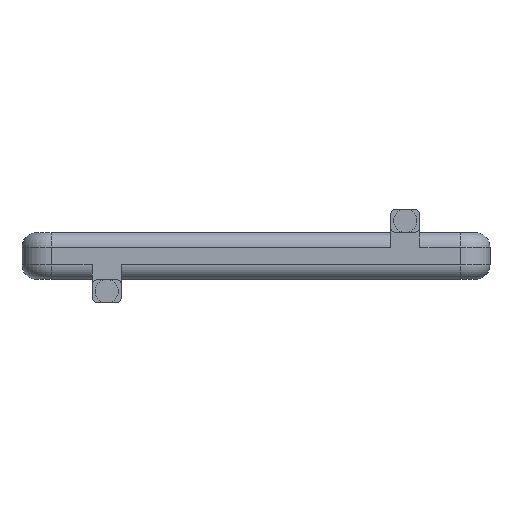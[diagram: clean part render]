
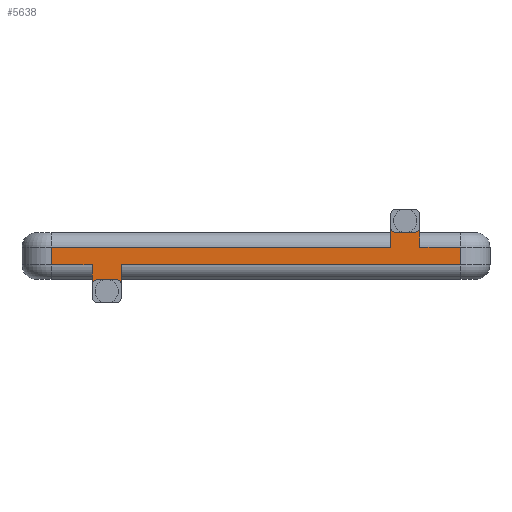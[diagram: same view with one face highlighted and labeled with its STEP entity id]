
A CAD part, front view. The second image highlights one B-rep face of the part: STEP entity #5638.
In plain terms, the highlighted planar face has unit normal (0, -1, 0).
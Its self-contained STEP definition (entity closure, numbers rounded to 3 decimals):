
#52 = VERTEX_POINT ( 'NONE', #5336 ) ;
#78 = VERTEX_POINT ( 'NONE', #1082 ) ;
#86 = CARTESIAN_POINT ( 'NONE',  ( 4.6, -10., 0.8 ) ) ;
#179 = VECTOR ( 'NONE', #1847, 1000. ) ;
#297 = DIRECTION ( 'NONE',  ( 0., 0., -1. ) ) ;
#377 = ORIENTED_EDGE ( 'NONE', *, *, #733, .F. ) ;
#414 = ORIENTED_EDGE ( 'NONE', *, *, #1955, .T. ) ;
#470 = VERTEX_POINT ( 'NONE', #4640 ) ;
#605 = ORIENTED_EDGE ( 'NONE', *, *, #4969, .T. ) ;
#659 = EDGE_CURVE ( 'NONE', #3282, #470, #4510, .T. ) ;
#733 = EDGE_CURVE ( 'NONE', #2646, #78, #5052, .T. ) ;
#737 = CARTESIAN_POINT ( 'NONE',  ( 7., -10., 0.3 ) ) ;
#765 = CARTESIAN_POINT ( 'NONE',  ( -7., -10., 0.8 ) ) ;
#814 = EDGE_CURVE ( 'NONE', #2646, #1009, #4479, .T. ) ;
#816 = ORIENTED_EDGE ( 'NONE', *, *, #4981, .T. ) ;
#826 = VECTOR ( 'NONE', #3053, 1000. ) ;
#849 = CARTESIAN_POINT ( 'NONE',  ( 5.6, -10., 1. ) ) ;
#915 = ORIENTED_EDGE ( 'NONE', *, *, #659, .T. ) ;
#985 = DIRECTION ( 'NONE',  ( 0., 1., 0. ) ) ;
#1009 = VERTEX_POINT ( 'NONE', #5068 ) ;
#1019 = PLANE ( 'NONE',  #4732 ) ;
#1082 = CARTESIAN_POINT ( 'NONE',  ( 5.4, -10., 0.8 ) ) ;
#1083 = DIRECTION ( 'NONE',  ( 1., 0., 0. ) ) ;
#1089 = VECTOR ( 'NONE', #4833, 1000. ) ;
#1117 = CARTESIAN_POINT ( 'NONE',  ( -7., -10., 0.3 ) ) ;
#1163 = CARTESIAN_POINT ( 'NONE',  ( -5.6, -10., -0.3 ) ) ;
#1262 = DIRECTION ( 'NONE',  ( 0., 0., 1. ) ) ;
#1278 = CARTESIAN_POINT ( 'NONE',  ( 4.8, -10., 1. ) ) ;
#1307 = ORIENTED_EDGE ( 'NONE', *, *, #3425, .T. ) ;
#1338 = CARTESIAN_POINT ( 'NONE',  ( 7., -10., -0.3 ) ) ;
#1378 = ORIENTED_EDGE ( 'NONE', *, *, #2747, .T. ) ;
#1452 = VERTEX_POINT ( 'NONE', #2563 ) ;
#1474 = LINE ( 'NONE', #4616, #179 ) ;
#1495 = CARTESIAN_POINT ( 'NONE',  ( -7., -10., -0.8 ) ) ;
#1520 = VECTOR ( 'NONE', #1859, 1000. ) ;
#1529 = CARTESIAN_POINT ( 'NONE',  ( -4.6, -10., -1. ) ) ;
#1578 = CARTESIAN_POINT ( 'NONE',  ( -4.8, -10., -1. ) ) ;
#1582 = EDGE_CURVE ( 'NONE', #1009, #3282, #2304, .T. ) ;
#1718 = DIRECTION ( 'NONE',  ( 0., 1., 0. ) ) ;
#1732 = DIRECTION ( 'NONE',  ( 0., 0., -1. ) ) ;
#1814 = LINE ( 'NONE', #4399, #2990 ) ;
#1847 = DIRECTION ( 'NONE',  ( 0., 0., 1. ) ) ;
#1859 = DIRECTION ( 'NONE',  ( 0., 0., 1. ) ) ;
#1904 = ORIENTED_EDGE ( 'NONE', *, *, #5589, .T. ) ;
#1911 = CARTESIAN_POINT ( 'NONE',  ( -5.6, -10., -0.3 ) ) ;
#1955 = EDGE_CURVE ( 'NONE', #3009, #2258, #2343, .T. ) ;
#1982 = DIRECTION ( 'NONE',  ( -1., 0., 0. ) ) ;
#2051 = EDGE_CURVE ( 'NONE', #3175, #5406, #4711, .T. ) ;
#2086 = ORIENTED_EDGE ( 'NONE', *, *, #1582, .T. ) ;
#2110 = CARTESIAN_POINT ( 'NONE',  ( 5.6, -10., 0.3 ) ) ;
#2147 = LINE ( 'NONE', #4349, #4420 ) ;
#2179 = DIRECTION ( 'NONE',  ( 0., 1., 0. ) ) ;
#2226 = CARTESIAN_POINT ( 'NONE',  ( -4.6, -10., -0.3 ) ) ;
#2258 = VERTEX_POINT ( 'NONE', #2110 ) ;
#2282 = CARTESIAN_POINT ( 'NONE',  ( -7., -10., 0.3 ) ) ;
#2304 = LINE ( 'NONE', #86, #3205 ) ;
#2343 = LINE ( 'NONE', #1117, #4726 ) ;
#2371 = ORIENTED_EDGE ( 'NONE', *, *, #814, .T. ) ;
#2481 = EDGE_CURVE ( 'NONE', #5282, #3957, #2552, .T. ) ;
#2493 = CIRCLE ( 'NONE', #4555, 0.2 ) ;
#2552 = CIRCLE ( 'NONE', #2743, 0.2 ) ;
#2563 = CARTESIAN_POINT ( 'NONE',  ( -5.4, -10., -0.8 ) ) ;
#2586 = LINE ( 'NONE', #765, #4368 ) ;
#2598 = AXIS2_PLACEMENT_3D ( 'NONE', #1278, #2179, #3702 ) ;
#2627 = LINE ( 'NONE', #3164, #1520 ) ;
#2637 = CARTESIAN_POINT ( 'NONE',  ( 5.4, -10., 1. ) ) ;
#2646 = VERTEX_POINT ( 'NONE', #3402 ) ;
#2662 = DIRECTION ( 'NONE',  ( -1., 0., 0. ) ) ;
#2676 = CARTESIAN_POINT ( 'NONE',  ( 4.6, -10., 0.3 ) ) ;
#2704 = CARTESIAN_POINT ( 'NONE',  ( -5.4, -10., -1. ) ) ;
#2743 = AXIS2_PLACEMENT_3D ( 'NONE', #1578, #3817, #5164 ) ;
#2747 = EDGE_CURVE ( 'NONE', #2258, #3824, #2627, .T. ) ;
#2808 = CIRCLE ( 'NONE', #4882, 0.2 ) ;
#2917 = EDGE_CURVE ( 'NONE', #3009, #52, #2147, .T. ) ;
#2990 = VECTOR ( 'NONE', #3621, 1000. ) ;
#3009 = VERTEX_POINT ( 'NONE', #737 ) ;
#3053 = DIRECTION ( 'NONE',  ( 1., 0., 0. ) ) ;
#3139 = VECTOR ( 'NONE', #1083, 1000. ) ;
#3164 = CARTESIAN_POINT ( 'NONE',  ( 5.6, -10., 0.8 ) ) ;
#3175 = VERTEX_POINT ( 'NONE', #3841 ) ;
#3205 = VECTOR ( 'NONE', #1732, 1000. ) ;
#3282 = VERTEX_POINT ( 'NONE', #2676 ) ;
#3291 = EDGE_CURVE ( 'NONE', #5406, #5283, #1814, .T. ) ;
#3297 = DIRECTION ( 'NONE',  ( 1., 0., 0. ) ) ;
#3402 = CARTESIAN_POINT ( 'NONE',  ( 4.8, -10., 0.8 ) ) ;
#3425 = EDGE_CURVE ( 'NONE', #3824, #78, #2808, .T. ) ;
#3520 = ORIENTED_EDGE ( 'NONE', *, *, #2917, .F. ) ;
#3531 = LINE ( 'NONE', #1338, #826 ) ;
#3621 = DIRECTION ( 'NONE',  ( 0., 0., -1. ) ) ;
#3670 = CARTESIAN_POINT ( 'NONE',  ( -5.6, -10., -1. ) ) ;
#3674 = DIRECTION ( 'NONE',  ( 0., 1., 0. ) ) ;
#3702 = DIRECTION ( 'NONE',  ( 0., 0., 1. ) ) ;
#3730 = LINE ( 'NONE', #1495, #4581 ) ;
#3758 = CARTESIAN_POINT ( 'NONE',  ( -7., -10., 0.8 ) ) ;
#3817 = DIRECTION ( 'NONE',  ( 0., 1., 0. ) ) ;
#3824 = VERTEX_POINT ( 'NONE', #849 ) ;
#3841 = CARTESIAN_POINT ( 'NONE',  ( -7., -10., -0.3 ) ) ;
#3894 = VERTEX_POINT ( 'NONE', #2226 ) ;
#3949 = VECTOR ( 'NONE', #2662, 1000. ) ;
#3957 = VERTEX_POINT ( 'NONE', #1529 ) ;
#4134 = CARTESIAN_POINT ( 'NONE',  ( -7., -10., 0.8 ) ) ;
#4349 = CARTESIAN_POINT ( 'NONE',  ( 7., -10., 0.8 ) ) ;
#4368 = VECTOR ( 'NONE', #297, 1000. ) ;
#4399 = CARTESIAN_POINT ( 'NONE',  ( -5.6, -10., 0.8 ) ) ;
#4420 = VECTOR ( 'NONE', #5617, 1000. ) ;
#4479 = CIRCLE ( 'NONE', #2598, 0.2 ) ;
#4499 = DIRECTION ( 'NONE',  ( 0., 0., 1. ) ) ;
#4510 = LINE ( 'NONE', #2282, #3949 ) ;
#4531 = ORIENTED_EDGE ( 'NONE', *, *, #4912, .T. ) ;
#4555 = AXIS2_PLACEMENT_3D ( 'NONE', #2704, #985, #4499 ) ;
#4559 = FACE_OUTER_BOUND ( 'NONE', #5646, .T. ) ;
#4581 = VECTOR ( 'NONE', #3297, 1000. ) ;
#4616 = CARTESIAN_POINT ( 'NONE',  ( -4.6, -10., 0.8 ) ) ;
#4640 = CARTESIAN_POINT ( 'NONE',  ( -7., -10., 0.3 ) ) ;
#4647 = ORIENTED_EDGE ( 'NONE', *, *, #3291, .T. ) ;
#4673 = DIRECTION ( 'NONE',  ( 0., 0., 1. ) ) ;
#4685 = ORIENTED_EDGE ( 'NONE', *, *, #2051, .T. ) ;
#4711 = LINE ( 'NONE', #1163, #1089 ) ;
#4726 = VECTOR ( 'NONE', #1982, 1000. ) ;
#4732 = AXIS2_PLACEMENT_3D ( 'NONE', #3758, #3674, #4673 ) ;
#4833 = DIRECTION ( 'NONE',  ( 1., 0., 0. ) ) ;
#4882 = AXIS2_PLACEMENT_3D ( 'NONE', #2637, #1718, #1262 ) ;
#4912 = EDGE_CURVE ( 'NONE', #3894, #52, #3531, .T. ) ;
#4943 = ORIENTED_EDGE ( 'NONE', *, *, #2481, .T. ) ;
#4969 = EDGE_CURVE ( 'NONE', #3957, #3894, #1474, .T. ) ;
#4981 = EDGE_CURVE ( 'NONE', #1452, #5282, #3730, .T. ) ;
#5052 = LINE ( 'NONE', #4134, #3139 ) ;
#5068 = CARTESIAN_POINT ( 'NONE',  ( 4.6, -10., 1. ) ) ;
#5164 = DIRECTION ( 'NONE',  ( 0., 0., 1. ) ) ;
#5282 = VERTEX_POINT ( 'NONE', #5561 ) ;
#5283 = VERTEX_POINT ( 'NONE', #3670 ) ;
#5336 = CARTESIAN_POINT ( 'NONE',  ( 7., -10., -0.3 ) ) ;
#5382 = ORIENTED_EDGE ( 'NONE', *, *, #5441, .T. ) ;
#5406 = VERTEX_POINT ( 'NONE', #1911 ) ;
#5441 = EDGE_CURVE ( 'NONE', #470, #3175, #2586, .T. ) ;
#5561 = CARTESIAN_POINT ( 'NONE',  ( -4.8, -10., -0.8 ) ) ;
#5589 = EDGE_CURVE ( 'NONE', #5283, #1452, #2493, .T. ) ;
#5617 = DIRECTION ( 'NONE',  ( 0., 0., -1. ) ) ;
#5638 = ADVANCED_FACE ( 'NONE', ( #4559 ), #1019, .F. ) ;
#5646 = EDGE_LOOP ( 'NONE', ( #605, #4531, #3520, #414, #1378, #1307, #377, #2371, #2086, #915, #5382, #4685, #4647, #1904, #816, #4943 ) ) ;
